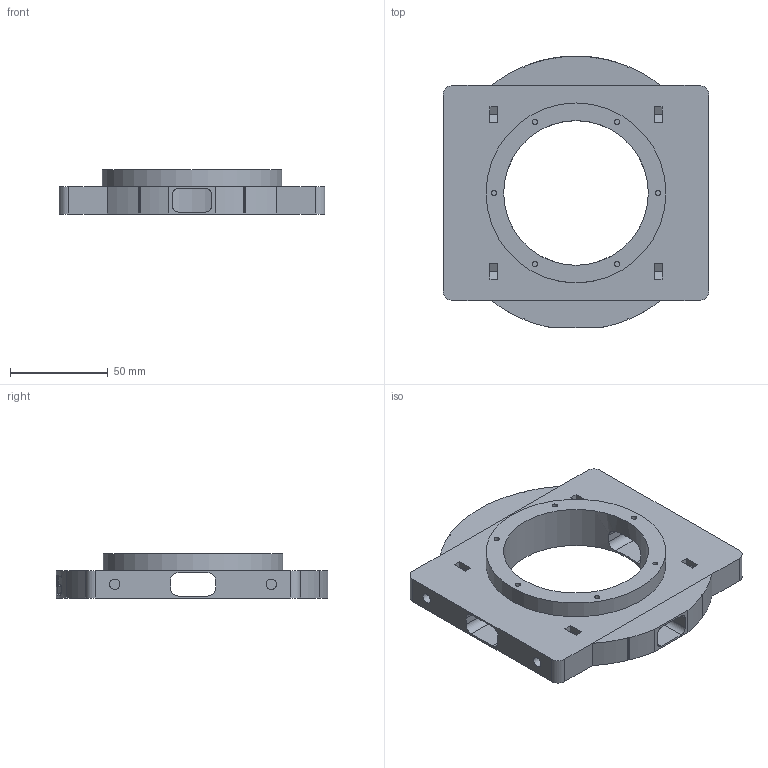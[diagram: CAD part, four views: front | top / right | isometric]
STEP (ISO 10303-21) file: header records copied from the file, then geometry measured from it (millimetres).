
FILE_DESCRIPTION(('FreeCAD Model'),'2;1');
FILE_NAME('Open CASCADE Shape Model','2022-02-11T14:49:43',('Author'),( ''),'Open CASCADE STEP processor 7.5','FreeCAD','Unknown');
FILE_SCHEMA(('AUTOMOTIVE_DESIGN { 1 0 10303 214 1 1 1 1 }'));
Length unit declared in the file: millimetre
Products named in the file (4): pan_tilt_latest; PanShoulder_AddedHoleBottom; PanningShoulderPlateBase; PanShoulder_AddedHoleBottom001
Assembly tree (3 placements, depth 2):
  pan_tilt_latest
    PanShoulder_AddedHoleBottom
    PanningShoulderPlateBase
    PanShoulder_AddedHoleBottom001
Bounding box: 136 x 138.96 x 22.5 mm (x, y, z)
Volume: 163396.9 mm3; surface area: 49362.4 mm2
Topology: 3 solids, 3 shells, 332 faces, 902 edges, 592 vertices
Faces by surface type: extrusion 157, plane 128, cylinder 47
Full cylindrical faces by diameter (mm): 2.6 x6, 4 x2, 5.3 x4, 74 x1, 92 x1
Entity records: 32362 total; most frequent: CARTESIAN_POINT 14373, DIRECTION 2424, VECTOR 1814, ORIENTED_EDGE 1804, PCURVE 1804, DEFINITIONAL_REPRESENTATION 1804, LINE 1657, B_SPLINE_CURVE_WITH_KNOTS 1034
